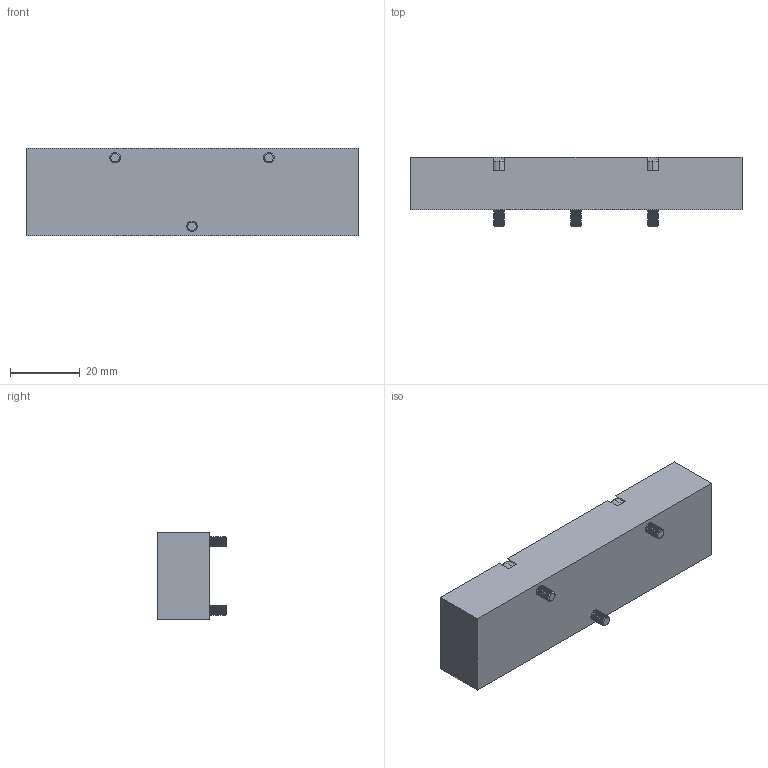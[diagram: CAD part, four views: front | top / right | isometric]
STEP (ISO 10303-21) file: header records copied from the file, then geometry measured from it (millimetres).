
FILE_DESCRIPTION (( 'STEP AP214' ), '1' );
FILE_NAME ('01_007_3.STEP', '2016-01-18T08:04:00', ( '' ), ( '' ), 'SwSTEP 2.0', 'SolidWorks 2016', '' );
FILE_SCHEMA (( 'AUTOMOTIVE_DESIGN' ));
Length unit declared in the file: millimetre
Products named in the file (1): 01_007_3
Bounding box: 95 x 19.8 x 25.1 mm (x, y, z)
Volume: 35764.6 mm3; surface area: 9460.6 mm2
Topology: 4 solids, 4 shells, 619 faces, 1501 edges, 893 vertices
Faces by surface type: cone 360, cylinder 190, plane 57, bspline 12
Entity records: 18869 total; most frequent: CARTESIAN_POINT 3654, DIRECTION 3527, ORIENTED_EDGE 2990, EDGE_CURVE 1495, AXIS2_PLACEMENT_3D 1442, VERTEX_POINT 893, CIRCLE 834, LINE 643
